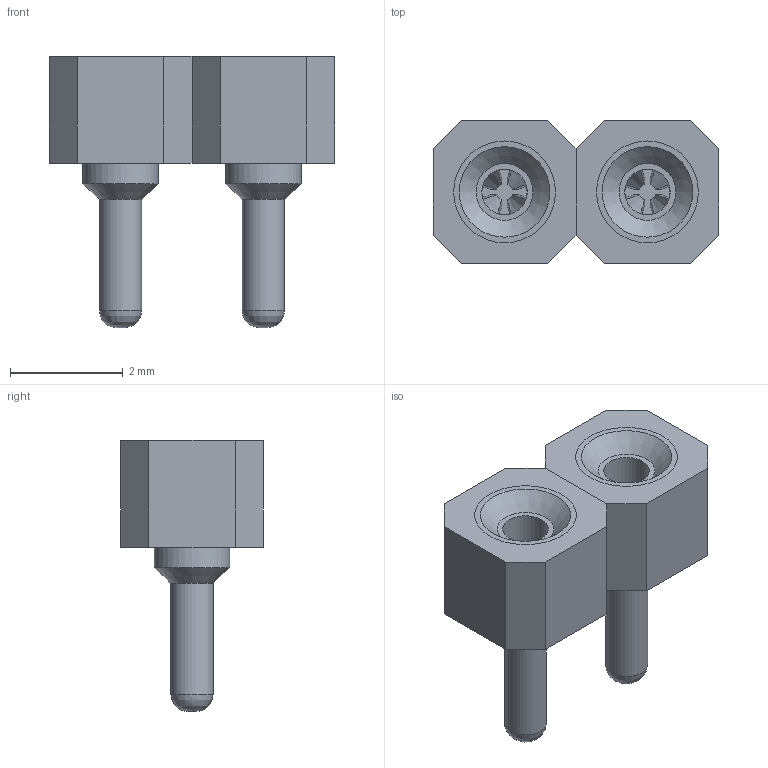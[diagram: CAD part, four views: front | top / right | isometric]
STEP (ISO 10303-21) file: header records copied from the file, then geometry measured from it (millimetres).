
FILE_DESCRIPTION(('FreeCAD Model'),'2;1');
FILE_NAME('1x02_B1.9_L4.82.step','2016-11-21T15:16:25',('Author'),(''), 'Open CASCADE STEP processor 6.8','FreeCAD','Unknown');
FILE_SCHEMA(('AUTOMOTIVE_DESIGN_CC2 { 1 2 10303 214 -1 1 5 4 }'));
Length unit declared in the file: millimetre
Products named in the file (2): ASSEMBLY; 1x02_B1.9_L4.82
Assembly tree (1 placements, depth 2):
  ASSEMBLY
    1x02_B1.9_L4.82
Bounding box: 5.08 x 2.54 x 4.82 mm (x, y, z)
Volume: 21.8 mm3; surface area: 148.6 mm2
Topology: 6 solids, 8 shells, 112 faces, 242 edges, 154 vertices
Faces by surface type: plane 72, cylinder 26, cone 12, revolution 2
Full cylindrical faces by diameter (mm): 0.6 x2, 0.75 x2, 0.81 x2, 1.01 x4, 1.35 x8, 1.5 x4, 1.81 x4
Entity records: 7258 total; most frequent: CARTESIAN_POINT 1698, DIRECTION 874, ORIENTED_EDGE 484, PCURVE 484, DEFINITIONAL_REPRESENTATION 484, LINE 370, VECTOR 370, EDGE_CURVE 242
